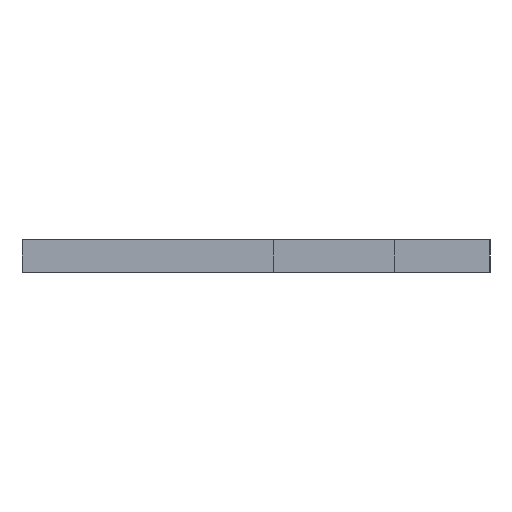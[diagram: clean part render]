
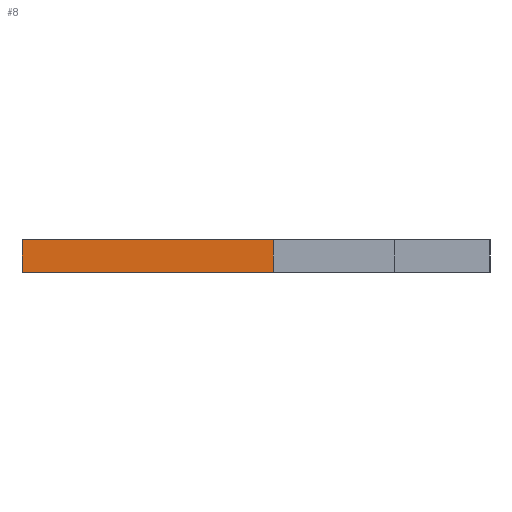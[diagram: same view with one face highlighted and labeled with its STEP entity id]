
A CAD part, front view. The second image highlights one B-rep face of the part: STEP entity #8.
In plain terms, the highlighted planar face has unit normal (0, -1, 0).
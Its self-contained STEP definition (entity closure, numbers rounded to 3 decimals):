
#8 = ADVANCED_FACE ( 'NONE', ( #1226 ), #1313, .F. ) ;
#47 = ORIENTED_EDGE ( 'NONE', *, *, #468, .F. ) ;
#76 = AXIS2_PLACEMENT_3D ( 'NONE', #128, #1116, #564 ) ;
#128 = CARTESIAN_POINT ( 'NONE',  ( 0., -6., 4. ) ) ;
#132 = EDGE_CURVE ( 'NONE', #174, #1176, #1131, .T. ) ;
#158 = LINE ( 'NONE', #677, #600 ) ;
#174 = VERTEX_POINT ( 'NONE', #960 ) ;
#229 = DIRECTION ( 'NONE',  ( 1., 0., 0. ) ) ;
#233 = VECTOR ( 'NONE', #229, 1000. ) ;
#421 = CARTESIAN_POINT ( 'NONE',  ( 0., -6., 4. ) ) ;
#463 = CARTESIAN_POINT ( 'NONE',  ( 0., -6., 0. ) ) ;
#468 = EDGE_CURVE ( 'NONE', #1336, #1176, #1359, .T. ) ;
#506 = VECTOR ( 'NONE', #915, 1000. ) ;
#510 = DIRECTION ( 'NONE',  ( 1., 0., 0. ) ) ;
#512 = EDGE_LOOP ( 'NONE', ( #1264, #1144, #47, #954 ) ) ;
#552 = VECTOR ( 'NONE', #510, 1000. ) ;
#564 = DIRECTION ( 'NONE',  ( -1., 0., 0. ) ) ;
#600 = VECTOR ( 'NONE', #1094, 1000. ) ;
#611 = CARTESIAN_POINT ( 'NONE',  ( 27., -6., 4. ) ) ;
#666 = CARTESIAN_POINT ( 'NONE',  ( -4., -6., 4. ) ) ;
#677 = CARTESIAN_POINT ( 'NONE',  ( -4., -6., 0. ) ) ;
#791 = EDGE_CURVE ( 'NONE', #1345, #1336, #158, .T. ) ;
#915 = DIRECTION ( 'NONE',  ( 0., 0., 1. ) ) ;
#916 = CARTESIAN_POINT ( 'NONE',  ( 27., -6., 4. ) ) ;
#954 = ORIENTED_EDGE ( 'NONE', *, *, #791, .F. ) ;
#960 = CARTESIAN_POINT ( 'NONE',  ( 27., -6., 0. ) ) ;
#1054 = EDGE_CURVE ( 'NONE', #1345, #174, #1179, .T. ) ;
#1094 = DIRECTION ( 'NONE',  ( 0., 0., 1. ) ) ;
#1116 = DIRECTION ( 'NONE',  ( 0., 1., 0. ) ) ;
#1131 = LINE ( 'NONE', #611, #506 ) ;
#1144 = ORIENTED_EDGE ( 'NONE', *, *, #132, .T. ) ;
#1176 = VERTEX_POINT ( 'NONE', #916 ) ;
#1179 = LINE ( 'NONE', #463, #233 ) ;
#1203 = CARTESIAN_POINT ( 'NONE',  ( -4., -6., 0. ) ) ;
#1226 = FACE_OUTER_BOUND ( 'NONE', #512, .T. ) ;
#1264 = ORIENTED_EDGE ( 'NONE', *, *, #1054, .T. ) ;
#1313 = PLANE ( 'NONE',  #76 ) ;
#1336 = VERTEX_POINT ( 'NONE', #666 ) ;
#1345 = VERTEX_POINT ( 'NONE', #1203 ) ;
#1359 = LINE ( 'NONE', #421, #552 ) ;
